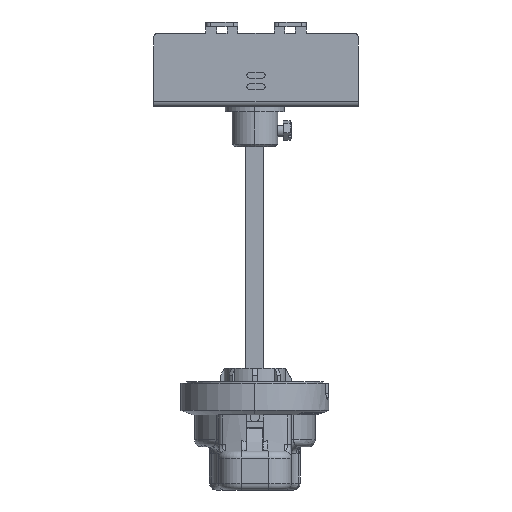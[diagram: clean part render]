
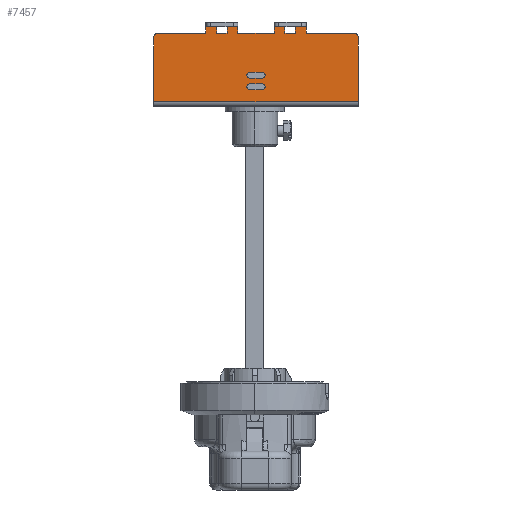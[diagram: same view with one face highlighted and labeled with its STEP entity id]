
A CAD part, front view. The second image highlights one B-rep face of the part: STEP entity #7457.
In plain terms, the highlighted planar face has unit normal (0, -1, 0).
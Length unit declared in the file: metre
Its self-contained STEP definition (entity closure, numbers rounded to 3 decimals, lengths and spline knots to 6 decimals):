
#4381=DIRECTION('',(-1.,0.,0.));
#4382=VECTOR('',#4381,0.09);
#4383=CARTESIAN_POINT('',(0.047052,-0.051427,0.08925));
#4384=LINE('',#4383,#4382);
#4389=CARTESIAN_POINT('',(-0.000698,-0.051427,0.1008));
#4390=DIRECTION('',(0.,1.,0.));
#4391=DIRECTION('',(0.,0.,-1.));
#4392=AXIS2_PLACEMENT_3D('',#4389,#4390,#4391);
#4394=CARTESIAN_POINT('',(0.004802,-0.051427,0.1008));
#4395=DIRECTION('',(0.,1.,0.));
#4396=DIRECTION('',(0.,0.,1.));
#4397=AXIS2_PLACEMENT_3D('',#4394,#4395,#4396);
#4399=CARTESIAN_POINT('',(-0.000698,-0.051427,0.0958));
#4400=DIRECTION('',(0.,1.,0.));
#4401=DIRECTION('',(0.,0.,-1.));
#4402=AXIS2_PLACEMENT_3D('',#4399,#4400,#4401);
#4404=CARTESIAN_POINT('',(0.004802,-0.051427,0.0958));
#4405=DIRECTION('',(0.,1.,0.));
#4406=DIRECTION('',(0.,0.,1.));
#4407=AXIS2_PLACEMENT_3D('',#4404,#4405,#4406);
#4409=DIRECTION('',(0.,0.,-1.));
#4410=VECTOR('',#4409,0.028);
#4411=CARTESIAN_POINT('',(-0.042948,-0.051427,0.11725));
#4412=LINE('',#4411,#4410);
#4413=CARTESIAN_POINT('',(-0.040948,-0.051427,0.11725));
#4414=DIRECTION('',(0.,-1.,0.));
#4415=DIRECTION('',(0.,0.,1.));
#4416=AXIS2_PLACEMENT_3D('',#4413,#4414,#4415);
#4418=CARTESIAN_POINT('',(0.045052,-0.051427,0.11725));
#4419=DIRECTION('',(0.,-1.,0.));
#4420=DIRECTION('',(1.,0.,0.));
#4421=AXIS2_PLACEMENT_3D('',#4418,#4419,#4420);
#4423=DIRECTION('',(0.,0.,1.));
#4424=VECTOR('',#4423,0.028);
#4425=CARTESIAN_POINT('',(0.047052,-0.051427,0.08925));
#4426=LINE('',#4425,#4424);
#4427=DIRECTION('',(-1.,0.,0.));
#4428=VECTOR('',#4427,0.0055);
#4429=CARTESIAN_POINT('',(0.004802,-0.051427,0.10205));
#4430=LINE('',#4429,#4428);
#4443=DIRECTION('',(1.,0.,0.));
#4444=VECTOR('',#4443,0.0055);
#4445=CARTESIAN_POINT('',(-0.000698,-0.051427,0.09955));
#4446=LINE('',#4445,#4444);
#4497=DIRECTION('',(1.,0.,0.));
#4498=VECTOR('',#4497,0.0055);
#4499=CARTESIAN_POINT('',(-0.000698,-0.051427,0.09455));
#4500=LINE('',#4499,#4498);
#4513=DIRECTION('',(-1.,0.,0.));
#4514=VECTOR('',#4513,0.0055);
#4515=CARTESIAN_POINT('',(0.004802,-0.051427,0.09705));
#4516=LINE('',#4515,#4514);
#4529=DIRECTION('',(1.,0.,0.));
#4530=VECTOR('',#4529,0.021);
#4531=CARTESIAN_POINT('',(-0.040948,-0.051427,0.11925));
#4532=LINE('',#4531,#4530);
#4566=DIRECTION('',(0.,0.,1.));
#4567=VECTOR('',#4566,0.003);
#4568=CARTESIAN_POINT('',(-0.019948,-0.051427,0.11925));
#4569=LINE('',#4568,#4567);
#4591=DIRECTION('',(0.,0.,-1.));
#4592=VECTOR('',#4591,0.003);
#4593=CARTESIAN_POINT('',(-0.015198,-0.051427,0.12225));
#4594=LINE('',#4593,#4592);
#4635=DIRECTION('',(0.,0.,1.));
#4636=VECTOR('',#4635,0.003);
#4637=CARTESIAN_POINT('',(-0.010698,-0.051427,0.11925));
#4638=LINE('',#4637,#4636);
#4664=DIRECTION('',(0.,0.,-1.));
#4665=VECTOR('',#4664,0.003);
#4666=CARTESIAN_POINT('',(-0.005948,-0.051427,0.12225));
#4667=LINE('',#4666,#4665);
#4668=DIRECTION('',(1.,0.,0.));
#4669=VECTOR('',#4668,0.016);
#4670=CARTESIAN_POINT('',(-0.005948,-0.051427,0.11925));
#4671=LINE('',#4670,#4669);
#4697=DIRECTION('',(0.,0.,1.));
#4698=VECTOR('',#4697,0.003);
#4699=CARTESIAN_POINT('',(0.010052,-0.051427,0.11925));
#4700=LINE('',#4699,#4698);
#4722=DIRECTION('',(0.,0.,-1.));
#4723=VECTOR('',#4722,0.003);
#4724=CARTESIAN_POINT('',(0.014802,-0.051427,0.12225));
#4725=LINE('',#4724,#4723);
#4766=DIRECTION('',(0.,0.,1.));
#4767=VECTOR('',#4766,0.003);
#4768=CARTESIAN_POINT('',(0.019302,-0.051427,0.11925));
#4769=LINE('',#4768,#4767);
#4795=DIRECTION('',(0.,0.,-1.));
#4796=VECTOR('',#4795,0.003);
#4797=CARTESIAN_POINT('',(0.024052,-0.051427,0.12225));
#4798=LINE('',#4797,#4796);
#4803=DIRECTION('',(1.,0.,0.));
#4804=VECTOR('',#4803,0.021);
#4805=CARTESIAN_POINT('',(0.024052,-0.051427,0.11925));
#4806=LINE('',#4805,#4804);
#4829=DIRECTION('',(1.,0.,0.));
#4830=VECTOR('',#4829,0.00475);
#4831=CARTESIAN_POINT('',(0.019302,-0.051427,0.12225));
#4832=LINE('',#4831,#4830);
#4838=DIRECTION('',(1.,0.,0.));
#4839=VECTOR('',#4838,0.00475);
#4840=CARTESIAN_POINT('',(0.010052,-0.051427,0.12225));
#4841=LINE('',#4840,#4839);
#4874=DIRECTION('',(1.,0.,0.));
#4875=VECTOR('',#4874,0.0045);
#4876=CARTESIAN_POINT('',(0.014802,-0.051427,0.11925));
#4877=LINE('',#4876,#4875);
#4900=DIRECTION('',(1.,0.,0.));
#4901=VECTOR('',#4900,0.00475);
#4902=CARTESIAN_POINT('',(-0.010698,-0.051427,0.12225));
#4903=LINE('',#4902,#4901);
#4909=DIRECTION('',(1.,0.,0.));
#4910=VECTOR('',#4909,0.00475);
#4911=CARTESIAN_POINT('',(-0.019948,-0.051427,0.12225));
#4912=LINE('',#4911,#4910);
#4945=DIRECTION('',(1.,0.,0.));
#4946=VECTOR('',#4945,0.0045);
#4947=CARTESIAN_POINT('',(-0.015198,-0.051427,0.11925));
#4948=LINE('',#4947,#4946);
#5047=CARTESIAN_POINT('',(-0.042948,-0.051427,0.11725));
#5048=VERTEX_POINT('',#5047);
#5049=CARTESIAN_POINT('',(-0.042948,-0.051427,0.08925));
#5050=VERTEX_POINT('',#5049);
#5125=CARTESIAN_POINT('',(0.047052,-0.051427,0.08925));
#5126=VERTEX_POINT('',#5125);
#5127=CARTESIAN_POINT('',(0.047052,-0.051427,0.11725));
#5128=VERTEX_POINT('',#5127);
#5201=CARTESIAN_POINT('',(-0.040948,-0.051427,0.11925));
#5202=VERTEX_POINT('',#5201);
#5203=CARTESIAN_POINT('',(-0.019948,-0.051427,0.11925));
#5204=VERTEX_POINT('',#5203);
#5205=CARTESIAN_POINT('',(-0.019948,-0.051427,0.12225));
#5206=VERTEX_POINT('',#5205);
#5207=CARTESIAN_POINT('',(-0.015198,-0.051427,0.12225));
#5208=VERTEX_POINT('',#5207);
#5209=CARTESIAN_POINT('',(-0.015198,-0.051427,0.11925));
#5210=VERTEX_POINT('',#5209);
#5211=CARTESIAN_POINT('',(-0.010698,-0.051427,0.11925));
#5212=VERTEX_POINT('',#5211);
#5213=CARTESIAN_POINT('',(-0.010698,-0.051427,0.12225));
#5214=VERTEX_POINT('',#5213);
#5215=CARTESIAN_POINT('',(-0.005948,-0.051427,0.12225));
#5216=VERTEX_POINT('',#5215);
#5217=CARTESIAN_POINT('',(-0.005948,-0.051427,0.11925));
#5218=VERTEX_POINT('',#5217);
#5219=CARTESIAN_POINT('',(0.010052,-0.051427,0.11925));
#5220=VERTEX_POINT('',#5219);
#5221=CARTESIAN_POINT('',(0.010052,-0.051427,0.12225));
#5222=VERTEX_POINT('',#5221);
#5223=CARTESIAN_POINT('',(0.014802,-0.051427,0.12225));
#5224=VERTEX_POINT('',#5223);
#5225=CARTESIAN_POINT('',(0.014802,-0.051427,0.11925));
#5226=VERTEX_POINT('',#5225);
#5227=CARTESIAN_POINT('',(0.019302,-0.051427,0.11925));
#5228=VERTEX_POINT('',#5227);
#5229=CARTESIAN_POINT('',(0.019302,-0.051427,0.12225));
#5230=VERTEX_POINT('',#5229);
#5231=CARTESIAN_POINT('',(0.024052,-0.051427,0.12225));
#5232=VERTEX_POINT('',#5231);
#5233=CARTESIAN_POINT('',(0.024052,-0.051427,0.11925));
#5234=VERTEX_POINT('',#5233);
#5235=CARTESIAN_POINT('',(0.045052,-0.051427,0.11925));
#5236=VERTEX_POINT('',#5235);
#5237=CARTESIAN_POINT('',(-0.000698,-0.051427,0.09455));
#5238=CARTESIAN_POINT('',(-0.000698,-0.051427,0.09705));
#5239=VERTEX_POINT('',#5237);
#5240=VERTEX_POINT('',#5238);
#5241=CARTESIAN_POINT('',(0.004802,-0.051427,0.09455));
#5242=VERTEX_POINT('',#5241);
#5243=CARTESIAN_POINT('',(0.004802,-0.051427,0.09705));
#5244=VERTEX_POINT('',#5243);
#5245=CARTESIAN_POINT('',(-0.000698,-0.051427,0.09955));
#5246=CARTESIAN_POINT('',(-0.000698,-0.051427,0.10205));
#5247=VERTEX_POINT('',#5245);
#5248=VERTEX_POINT('',#5246);
#5249=CARTESIAN_POINT('',(0.004802,-0.051427,0.09955));
#5250=VERTEX_POINT('',#5249);
#5251=CARTESIAN_POINT('',(0.004802,-0.051427,0.10205));
#5252=VERTEX_POINT('',#5251);
#7389=CARTESIAN_POINT('',(0.047052,-0.051427,0.08725));
#7390=DIRECTION('',(0.,1.,0.));
#7391=DIRECTION('',(0.,0.,1.));
#7392=AXIS2_PLACEMENT_3D('',#7389,#7390,#7391);
#7393=PLANE('',#7392);
#7394=ORIENTED_EDGE('',*,*,#5743,.F.);
#7396=ORIENTED_EDGE('',*,*,#7395,.F.);
#7398=ORIENTED_EDGE('',*,*,#7397,.T.);
#7400=ORIENTED_EDGE('',*,*,#7399,.T.);
#7402=ORIENTED_EDGE('',*,*,#7401,.T.);
#7404=ORIENTED_EDGE('',*,*,#7403,.T.);
#7406=ORIENTED_EDGE('',*,*,#7405,.T.);
#7408=ORIENTED_EDGE('',*,*,#7407,.T.);
#7410=ORIENTED_EDGE('',*,*,#7409,.T.);
#7412=ORIENTED_EDGE('',*,*,#7411,.T.);
#7414=ORIENTED_EDGE('',*,*,#7413,.T.);
#7416=ORIENTED_EDGE('',*,*,#7415,.T.);
#7418=ORIENTED_EDGE('',*,*,#7417,.T.);
#7420=ORIENTED_EDGE('',*,*,#7419,.T.);
#7422=ORIENTED_EDGE('',*,*,#7421,.T.);
#7424=ORIENTED_EDGE('',*,*,#7423,.T.);
#7426=ORIENTED_EDGE('',*,*,#7425,.T.);
#7428=ORIENTED_EDGE('',*,*,#7427,.T.);
#7430=ORIENTED_EDGE('',*,*,#7429,.T.);
#7432=ORIENTED_EDGE('',*,*,#7431,.F.);
#7433=ORIENTED_EDGE('',*,*,#6802,.F.);
#7434=ORIENTED_EDGE('',*,*,#7375,.T.);
#7435=EDGE_LOOP('',(#7394,#7396,#7398,#7400,#7402,#7404,#7406,#7408,#7410,#7412,
#7414,#7416,#7418,#7420,#7422,#7424,#7426,#7428,#7430,#7432,#7433,#7434));
#7436=FACE_OUTER_BOUND('',#7435,.F.);
#7438=ORIENTED_EDGE('',*,*,#7437,.T.);
#7440=ORIENTED_EDGE('',*,*,#7439,.F.);
#7442=ORIENTED_EDGE('',*,*,#7441,.T.);
#7444=ORIENTED_EDGE('',*,*,#7443,.F.);
#7445=EDGE_LOOP('',(#7438,#7440,#7442,#7444));
#7446=FACE_BOUND('',#7445,.F.);
#7448=ORIENTED_EDGE('',*,*,#7447,.T.);
#7450=ORIENTED_EDGE('',*,*,#7449,.F.);
#7452=ORIENTED_EDGE('',*,*,#7451,.T.);
#7454=ORIENTED_EDGE('',*,*,#7453,.F.);
#7455=EDGE_LOOP('',(#7448,#7450,#7452,#7454));
#7456=FACE_BOUND('',#7455,.F.);
#7457=ADVANCED_FACE('',(#7436,#7446,#7456),#7393,.F.);
#4393=CIRCLE('',#4392,0.00125);
#4398=CIRCLE('',#4397,0.00125);
#4403=CIRCLE('',#4402,0.00125);
#4408=CIRCLE('',#4407,0.00125);
#4417=CIRCLE('',#4416,0.002);
#4422=CIRCLE('',#4421,0.002);
#5743=EDGE_CURVE('',#5048,#5050,#4412,.T.);
#6802=EDGE_CURVE('',#5126,#5128,#4426,.T.);
#7375=EDGE_CURVE('',#5126,#5050,#4384,.T.);
#7395=EDGE_CURVE('',#5202,#5048,#4417,.T.);
#7397=EDGE_CURVE('',#5202,#5204,#4532,.T.);
#7399=EDGE_CURVE('',#5204,#5206,#4569,.T.);
#7401=EDGE_CURVE('',#5206,#5208,#4912,.T.);
#7403=EDGE_CURVE('',#5208,#5210,#4594,.T.);
#7405=EDGE_CURVE('',#5210,#5212,#4948,.T.);
#7407=EDGE_CURVE('',#5212,#5214,#4638,.T.);
#7409=EDGE_CURVE('',#5214,#5216,#4903,.T.);
#7411=EDGE_CURVE('',#5216,#5218,#4667,.T.);
#7413=EDGE_CURVE('',#5218,#5220,#4671,.T.);
#7415=EDGE_CURVE('',#5220,#5222,#4700,.T.);
#7417=EDGE_CURVE('',#5222,#5224,#4841,.T.);
#7419=EDGE_CURVE('',#5224,#5226,#4725,.T.);
#7421=EDGE_CURVE('',#5226,#5228,#4877,.T.);
#7423=EDGE_CURVE('',#5228,#5230,#4769,.T.);
#7425=EDGE_CURVE('',#5230,#5232,#4832,.T.);
#7427=EDGE_CURVE('',#5232,#5234,#4798,.T.);
#7429=EDGE_CURVE('',#5234,#5236,#4806,.T.);
#7431=EDGE_CURVE('',#5128,#5236,#4422,.T.);
#7437=EDGE_CURVE('',#5244,#5240,#4516,.T.);
#7439=EDGE_CURVE('',#5239,#5240,#4403,.T.);
#7441=EDGE_CURVE('',#5239,#5242,#4500,.T.);
#7443=EDGE_CURVE('',#5244,#5242,#4408,.T.);
#7447=EDGE_CURVE('',#5252,#5248,#4430,.T.);
#7449=EDGE_CURVE('',#5247,#5248,#4393,.T.);
#7451=EDGE_CURVE('',#5247,#5250,#4446,.T.);
#7453=EDGE_CURVE('',#5252,#5250,#4398,.T.);
